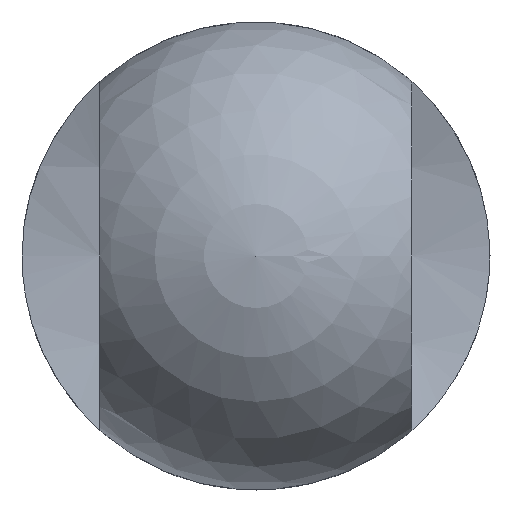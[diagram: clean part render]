
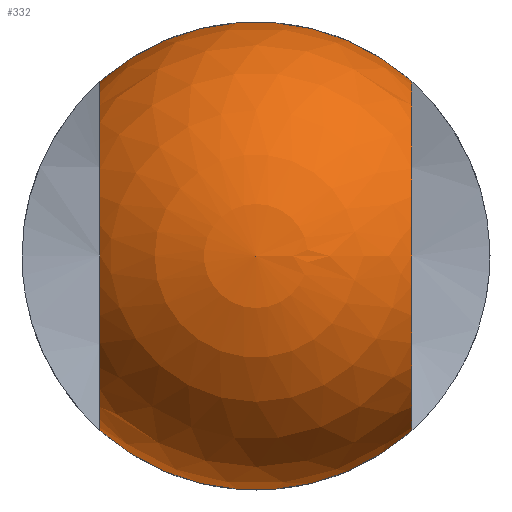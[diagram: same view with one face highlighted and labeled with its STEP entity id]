
A CAD part, left-side view. The second image highlights one B-rep face of the part: STEP entity #332.
In plain terms, the highlighted spherical face has radius 9 mm.
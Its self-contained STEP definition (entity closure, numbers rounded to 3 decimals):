
#178=CARTESIAN_POINT('',(-25.0,6.0,-6.708));
#179=VERTEX_POINT('',#178);
#188=CARTESIAN_POINT('',(-25.0,6.0,6.708));
#189=VERTEX_POINT('',#188);
#190=CARTESIAN_POINT('',(-25.0,6.0,0.));
#191=DIRECTION('',(0.0,-1.0,0.0));
#192=DIRECTION('',(0.0,0.0,1.0));
#193=AXIS2_PLACEMENT_3D('',#190,#191,#192);
#194=CIRCLE('',#193,6.708);
#195=EDGE_CURVE('',#189,#179,#194,.T.);
#245=CARTESIAN_POINT('',(-25.0,-6.0,-6.708));
#246=VERTEX_POINT('',#245);
#262=CARTESIAN_POINT('',(-25.0,-6.0,6.708));
#263=VERTEX_POINT('',#262);
#270=CARTESIAN_POINT('',(-25.0,-6.0,0.));
#271=DIRECTION('',(0.0,1.0,0.0));
#272=DIRECTION('',(0.0,0.0,-1.0));
#273=AXIS2_PLACEMENT_3D('',#270,#271,#272);
#274=CIRCLE('',#273,6.708);
#275=EDGE_CURVE('',#246,#263,#274,.T.);
#309=CARTESIAN_POINT('',(-25.0,0.,0.0));
#310=DIRECTION('',(1.0,0.0,0.0));
#311=DIRECTION('',(0.0,-1.0,0.0));
#312=AXIS2_PLACEMENT_3D('',#309,#310,#311);
#313=SPHERICAL_SURFACE('',#312,9.);
#314=ORIENTED_EDGE('',*,*,#275,.T.);
#315=CARTESIAN_POINT('',(-25.0,0.0,0.0));
#316=DIRECTION('',(1.0,0.0,0.0));
#317=DIRECTION('',(0.0,1.0,0.0));
#318=AXIS2_PLACEMENT_3D('',#315,#316,#317);
#319=CIRCLE('',#318,9.);
#320=EDGE_CURVE('',#189,#263,#319,.T.);
#321=ORIENTED_EDGE('',*,*,#320,.F.);
#322=ORIENTED_EDGE('',*,*,#195,.T.);
#323=CARTESIAN_POINT('',(-25.0,0.0,0.0));
#324=DIRECTION('',(1.0,0.0,0.0));
#325=DIRECTION('',(0.0,1.0,0.0));
#326=AXIS2_PLACEMENT_3D('',#323,#324,#325);
#327=CIRCLE('',#326,9.);
#328=EDGE_CURVE('',#246,#179,#327,.T.);
#329=ORIENTED_EDGE('',*,*,#328,.F.);
#330=EDGE_LOOP('',(#314,#321,#322,#329));
#331=FACE_OUTER_BOUND('',#330,.T.);
#332=ADVANCED_FACE('',(#331),#313,.T.);
